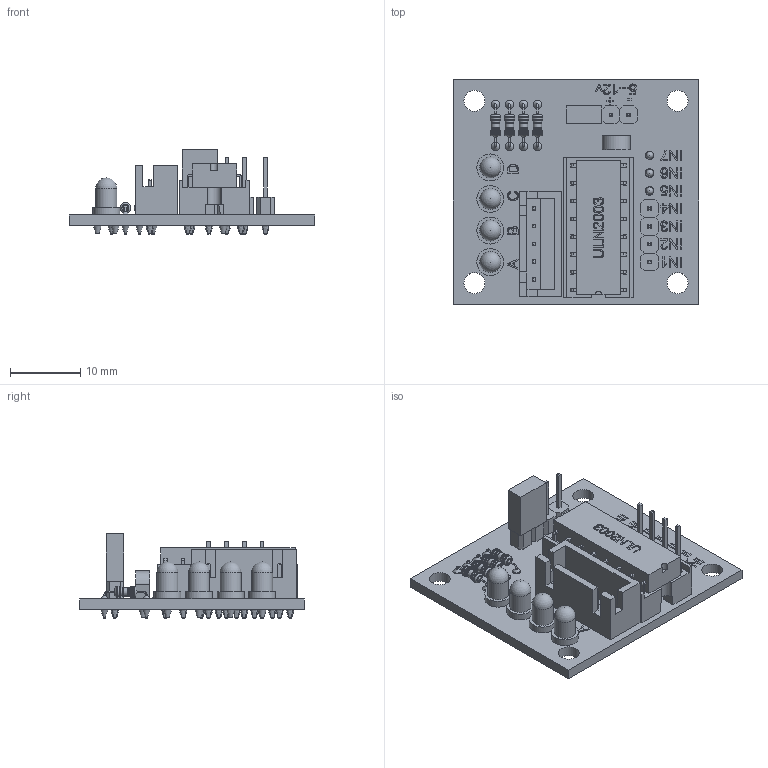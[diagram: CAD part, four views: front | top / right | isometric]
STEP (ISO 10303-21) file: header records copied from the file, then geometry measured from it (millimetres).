
FILE_DESCRIPTION(/* description */ (''),/* implementation_level */ '2;1');
FILE_NAME(/* name */ 'ULN2003_Stepper_Motor_Driver_Board.step',/* time_stamp */ '2022-11-27T10:34:23+08:00',/* author */ (''),/* organization */ (''),/* preprocessor_version */ 'ST-DEVELOPER v19',/* originating_system */ 'Autodesk Translation Framework v11.7.0.108',/* authorisation */ '');
FILE_SCHEMA (('AUTOMOTIVE_DESIGN { 1 0 10303 214 3 1 1 }'));
Products named in the file (14): ULN2003_Stepper_Motor_Driver_Board; board; DIP_16_Socket; ULN2003_DIP-16L; ceramic_capacitor_104; plug_uln2003; LED_Small; 5.2Kohm; solder1; Pin_Header; solder_dot_round; solder; solder2; cap
Assembly tree (72 placements, depth 2):
  ULN2003_Stepper_Motor_Driver_Board
    board
    5.2Kohm  x4
    LED_Small  x4
    DIP_16_Socket
    ULN2003_DIP-16L
    Pin_Header  x8
    ceramic_capacitor_104
    plug_uln2003
    solder  x29
    solder2  x10
    solder1  x8
    solder_dot_round  x3
    cap
Bounding box: 35 x 32 x 12.02 mm (x, y, z)
Volume: 3266.3 mm3; surface area: 6853.6 mm2
Topology: 228 solids, 228 shells, 2859 faces, 6761 edges, 4402 vertices
Faces by surface type: plane 1749, bspline 752, cylinder 285, torus 40, cone 26, sphere 7
Full cylindrical faces by diameter (mm): 0.2 x24, 0.5 x20, 0.8 x50, 1.2 x112, 1.22 x8, 1.5 x16, 1.52 x8, 3 x8, 3.85 x4
Entity records: 71425 total; most frequent: CARTESIAN_POINT 22106, ORIENTED_EDGE 10770, DIRECTION 7861, EDGE_CURVE 5385, LINE 3651, VECTOR 3651, VERTEX_POINT 3550, EDGE_LOOP 2529
